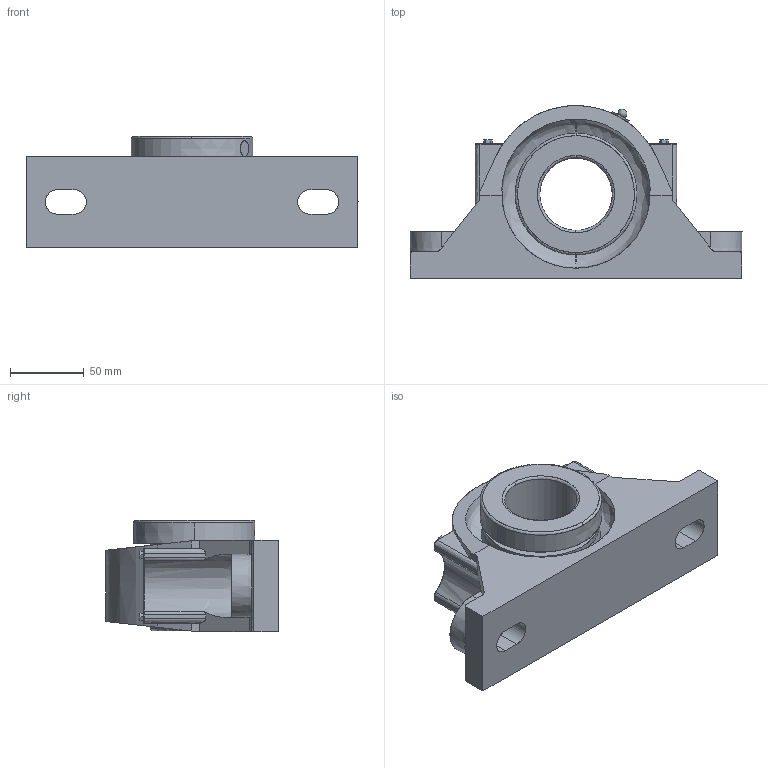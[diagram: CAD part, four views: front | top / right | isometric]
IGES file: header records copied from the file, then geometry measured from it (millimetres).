
Start section: SolidWorks IGES file using analytic representation for surfaces
Global section: file name: RPDEFAU12071626155753.igs; native system: SolidWorks 2012; preprocessor: SolidWorks 2012; author: partstream; date: 111207.162606; units: millimetre
Bounding box: 225.55 x 117.35 x 75.44 mm (x, y, z)
Surface area: 106191.3 mm2 (no closed solid volume)
Topology: 0 solids, 0 shells, 189 faces, 2620 edges, 2626 vertices
Faces by surface type: bspline 135, revolution 54
